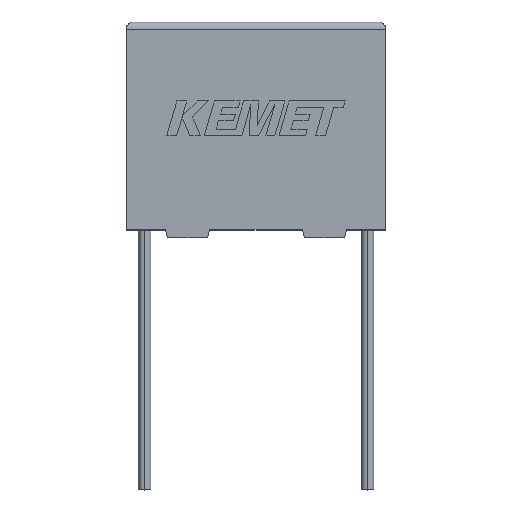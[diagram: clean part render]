
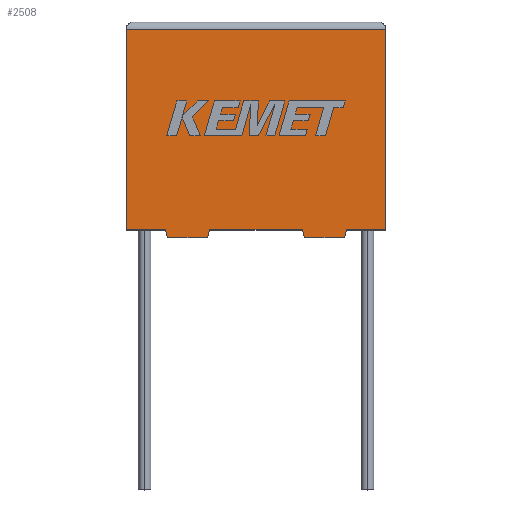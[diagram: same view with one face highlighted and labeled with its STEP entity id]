
A CAD part, top view. The second image highlights one B-rep face of the part: STEP entity #2508.
In plain terms, the highlighted planar face has unit normal (0, 0, 1).
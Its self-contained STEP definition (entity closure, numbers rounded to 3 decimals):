
#26 = VECTOR ( 'NONE', #1293, 1000. ) ;
#47 = DIRECTION ( 'NONE',  ( 1., 0., 0. ) ) ;
#74 = VECTOR ( 'NONE', #2495, 1000. ) ;
#318 = CARTESIAN_POINT ( 'NONE',  ( 12.023, -0.5, 7.5 ) ) ;
#345 = LINE ( 'NONE', #806, #1674 ) ;
#409 = VERTEX_POINT ( 'NONE', #613 ) ;
#420 = EDGE_CURVE ( 'NONE', #2997, #1325, #2098, .T. ) ;
#425 = LINE ( 'NONE', #726, #2338 ) ;
#498 = CARTESIAN_POINT ( 'NONE',  ( 0., 0., 7.5 ) ) ;
#538 = CARTESIAN_POINT ( 'NONE',  ( 11.873, 0., 7.5 ) ) ;
#547 = ORIENTED_EDGE ( 'NONE', *, *, #1019, .T. ) ;
#586 = LINE ( 'NONE', #2614, #3233 ) ;
#602 = LINE ( 'NONE', #1637, #1617 ) ;
#613 = CARTESIAN_POINT ( 'NONE',  ( 14.7, -0.5, 7.5 ) ) ;
#617 = LINE ( 'NONE', #878, #1503 ) ;
#643 = ORIENTED_EDGE ( 'NONE', *, *, #895, .T. ) ;
#658 = AXIS2_PLACEMENT_3D ( 'NONE', #2731, #2479, #1460 ) ;
#670 = ORIENTED_EDGE ( 'NONE', *, *, #908, .T. ) ;
#721 = CARTESIAN_POINT ( 'NONE',  ( 5.478, -0.5, 7.5 ) ) ;
#726 = CARTESIAN_POINT ( 'NONE',  ( 0., 0., 7.5 ) ) ;
#747 = EDGE_CURVE ( 'NONE', #842, #2717, #1081, .T. ) ;
#757 = DIRECTION ( 'NONE',  ( 1., 0., 0. ) ) ;
#768 = VECTOR ( 'NONE', #757, 1000. ) ;
#806 = CARTESIAN_POINT ( 'NONE',  ( 17.5, 0., 7.5 ) ) ;
#842 = VERTEX_POINT ( 'NONE', #2181 ) ;
#878 = CARTESIAN_POINT ( 'NONE',  ( 2.65, 0., 7.5 ) ) ;
#895 = EDGE_CURVE ( 'NONE', #2717, #1888, #425, .T. ) ;
#908 = EDGE_CURVE ( 'NONE', #3211, #2553, #1697, .T. ) ;
#920 = VECTOR ( 'NONE', #2259, 1000. ) ;
#1019 = EDGE_CURVE ( 'NONE', #1222, #2901, #3067, .T. ) ;
#1081 = LINE ( 'NONE', #2012, #2135 ) ;
#1173 = FACE_OUTER_BOUND ( 'NONE', #3145, .T. ) ;
#1205 = EDGE_CURVE ( 'NONE', #1222, #409, #2691, .T. ) ;
#1222 = VERTEX_POINT ( 'NONE', #1971 ) ;
#1250 = DIRECTION ( 'NONE',  ( 0., -1., 0. ) ) ;
#1293 = DIRECTION ( 'NONE',  ( -0.287, 0.958, 0. ) ) ;
#1323 = EDGE_CURVE ( 'NONE', #1351, #1325, #2546, .T. ) ;
#1325 = VERTEX_POINT ( 'NONE', #538 ) ;
#1330 = ORIENTED_EDGE ( 'NONE', *, *, #1205, .F. ) ;
#1351 = VERTEX_POINT ( 'NONE', #318 ) ;
#1460 = DIRECTION ( 'NONE',  ( -1., 0., 0. ) ) ;
#1503 = VECTOR ( 'NONE', #1833, 1000. ) ;
#1617 = VECTOR ( 'NONE', #2084, 1000. ) ;
#1637 = CARTESIAN_POINT ( 'NONE',  ( 5.478, -0.5, 7.5 ) ) ;
#1674 = VECTOR ( 'NONE', #1816, 1000. ) ;
#1697 = LINE ( 'NONE', #3210, #920 ) ;
#1701 = CARTESIAN_POINT ( 'NONE',  ( 17.5, 0., 7.5 ) ) ;
#1711 = ORIENTED_EDGE ( 'NONE', *, *, #420, .T. ) ;
#1769 = CARTESIAN_POINT ( 'NONE',  ( 0., 0., 7.5 ) ) ;
#1777 = ORIENTED_EDGE ( 'NONE', *, *, #2081, .T. ) ;
#1782 = ORIENTED_EDGE ( 'NONE', *, *, #1323, .F. ) ;
#1816 = DIRECTION ( 'NONE',  ( 0., 1., 0. ) ) ;
#1833 = DIRECTION ( 'NONE',  ( 0.287, -0.958, 0. ) ) ;
#1888 = VERTEX_POINT ( 'NONE', #3234 ) ;
#1971 = CARTESIAN_POINT ( 'NONE',  ( 14.85, 0., 7.5 ) ) ;
#1998 = ORIENTED_EDGE ( 'NONE', *, *, #747, .T. ) ;
#2012 = CARTESIAN_POINT ( 'NONE',  ( 0., 13.5, 7.5 ) ) ;
#2057 = CARTESIAN_POINT ( 'NONE',  ( 12.023, -0.5, 7.5 ) ) ;
#2081 = EDGE_CURVE ( 'NONE', #2941, #3211, #617, .T. ) ;
#2084 = DIRECTION ( 'NONE',  ( 0.287, 0.958, 0. ) ) ;
#2098 = LINE ( 'NONE', #2601, #3031 ) ;
#2122 = EDGE_CURVE ( 'NONE', #2553, #2997, #602, .T. ) ;
#2135 = VECTOR ( 'NONE', #3250, 1000. ) ;
#2166 = ORIENTED_EDGE ( 'NONE', *, *, #2632, .T. ) ;
#2181 = CARTESIAN_POINT ( 'NONE',  ( 17.5, 13.5, 7.5 ) ) ;
#2185 = ORIENTED_EDGE ( 'NONE', *, *, #2749, .F. ) ;
#2213 = ORIENTED_EDGE ( 'NONE', *, *, #2122, .T. ) ;
#2221 = CARTESIAN_POINT ( 'NONE',  ( 14.85, 0., 7.5 ) ) ;
#2259 = DIRECTION ( 'NONE',  ( 1., 0., 0. ) ) ;
#2338 = VECTOR ( 'NONE', #1250, 1000. ) ;
#2413 = CARTESIAN_POINT ( 'NONE',  ( 2.8, -0.5, 7.5 ) ) ;
#2479 = DIRECTION ( 'NONE',  ( 0., 0., -1. ) ) ;
#2495 = DIRECTION ( 'NONE',  ( -0.287, -0.958, 0. ) ) ;
#2508 = ADVANCED_FACE ( 'NONE', ( #1173 ), #3238, .F. ) ;
#2546 = LINE ( 'NONE', #2057, #26 ) ;
#2553 = VERTEX_POINT ( 'NONE', #721 ) ;
#2580 = CARTESIAN_POINT ( 'NONE',  ( 0., 13.5, 7.5 ) ) ;
#2601 = CARTESIAN_POINT ( 'NONE',  ( 0., 0., 7.5 ) ) ;
#2614 = CARTESIAN_POINT ( 'NONE',  ( 14.7, -0.5, 7.5 ) ) ;
#2632 = EDGE_CURVE ( 'NONE', #1888, #2941, #3252, .T. ) ;
#2691 = LINE ( 'NONE', #2221, #74 ) ;
#2717 = VERTEX_POINT ( 'NONE', #2580 ) ;
#2731 = CARTESIAN_POINT ( 'NONE',  ( 0., 0., 7.5 ) ) ;
#2749 = EDGE_CURVE ( 'NONE', #409, #1351, #586, .T. ) ;
#2777 = ORIENTED_EDGE ( 'NONE', *, *, #3022, .T. ) ;
#2828 = DIRECTION ( 'NONE',  ( -1., 0., 0. ) ) ;
#2860 = VECTOR ( 'NONE', #47, 1000. ) ;
#2901 = VERTEX_POINT ( 'NONE', #1701 ) ;
#2941 = VERTEX_POINT ( 'NONE', #3215 ) ;
#2997 = VERTEX_POINT ( 'NONE', #3074 ) ;
#3022 = EDGE_CURVE ( 'NONE', #2901, #842, #345, .T. ) ;
#3031 = VECTOR ( 'NONE', #3086, 1000. ) ;
#3067 = LINE ( 'NONE', #498, #2860 ) ;
#3074 = CARTESIAN_POINT ( 'NONE',  ( 5.628, 0., 7.5 ) ) ;
#3086 = DIRECTION ( 'NONE',  ( 1., 0., 0. ) ) ;
#3145 = EDGE_LOOP ( 'NONE', ( #2777, #1998, #643, #2166, #1777, #670, #2213, #1711, #1782, #2185, #1330, #547 ) ) ;
#3210 = CARTESIAN_POINT ( 'NONE',  ( 2.8, -0.5, 7.5 ) ) ;
#3211 = VERTEX_POINT ( 'NONE', #2413 ) ;
#3215 = CARTESIAN_POINT ( 'NONE',  ( 2.65, 0., 7.5 ) ) ;
#3233 = VECTOR ( 'NONE', #2828, 1000. ) ;
#3234 = CARTESIAN_POINT ( 'NONE',  ( 0., 0., 7.5 ) ) ;
#3238 = PLANE ( 'NONE',  #658 ) ;
#3250 = DIRECTION ( 'NONE',  ( -1., 0., 0. ) ) ;
#3252 = LINE ( 'NONE', #1769, #768 ) ;
